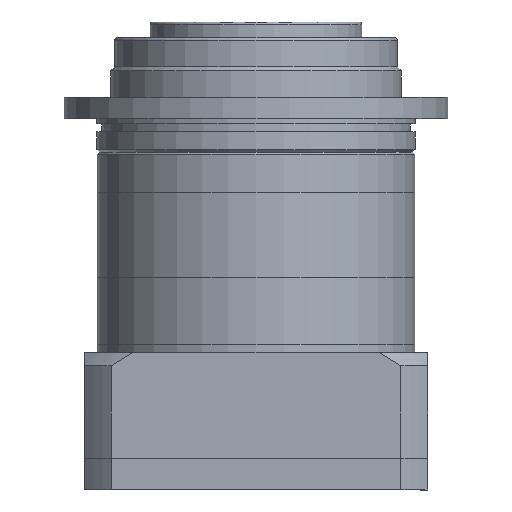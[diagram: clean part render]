
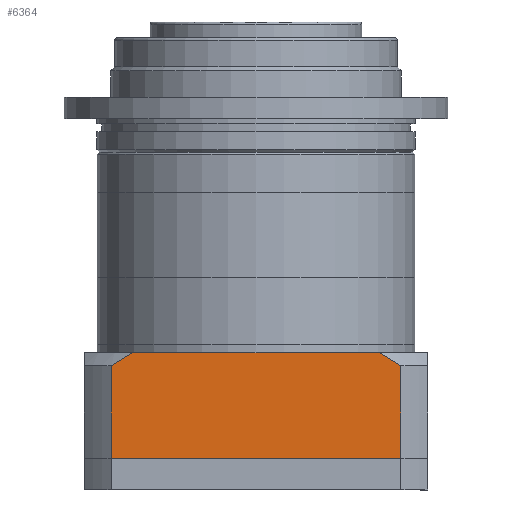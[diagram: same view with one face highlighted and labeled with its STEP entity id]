
A CAD part, front view. The second image highlights one B-rep face of the part: STEP entity #6364.
In plain terms, the highlighted planar face has unit normal (0, -1, 0).
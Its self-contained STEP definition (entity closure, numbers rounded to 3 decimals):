
#198 = ORIENTED_EDGE ( 'NONE', *, *, #7430, .T. ) ;
#217 = CARTESIAN_POINT ( 'NONE',  ( 46.637, -65., 0. ) ) ;
#304 = EDGE_LOOP ( 'NONE', ( #2322, #198, #7441, #8888, #2420, #3886 ) ) ;
#332 = PLANE ( 'NONE',  #7133 ) ;
#580 = DIRECTION ( 'NONE',  ( 0., 0., 1. ) ) ;
#658 = CARTESIAN_POINT ( 'NONE',  ( 54.772, -65., -40. ) ) ;
#1129 = CARTESIAN_POINT ( 'NONE',  ( 46.637, -65., 0. ) ) ;
#1420 = B_SPLINE_CURVE_WITH_KNOTS ( 'NONE', 3,
 ( #8016, #3062, #4506, #217 ),
 .UNSPECIFIED., .F., .F.,
 ( 4, 4 ),
 ( 0., 0.01 ),
 .UNSPECIFIED. ) ;
#1512 = VERTEX_POINT ( 'NONE', #1129 ) ;
#1696 = LINE ( 'NONE', #5896, #9041 ) ;
#2189 = CARTESIAN_POINT ( 'NONE',  ( -49.388, -65., -1.603 ) ) ;
#2322 = ORIENTED_EDGE ( 'NONE', *, *, #8379, .T. ) ;
#2420 = ORIENTED_EDGE ( 'NONE', *, *, #4767, .F. ) ;
#2621 = LINE ( 'NONE', #4605, #6396 ) ;
#2645 = VECTOR ( 'NONE', #580, 1000. ) ;
#2668 = CARTESIAN_POINT ( 'NONE',  ( 54.772, -65., -5. ) ) ;
#3062 = CARTESIAN_POINT ( 'NONE',  ( 52.096, -65., -3.275 ) ) ;
#3345 = EDGE_CURVE ( 'NONE', #4256, #6309, #5587, .T. ) ;
#3886 = ORIENTED_EDGE ( 'NONE', *, *, #6847, .F. ) ;
#3941 = DIRECTION ( 'NONE',  ( 0., 0., 1. ) ) ;
#4231 = DIRECTION ( 'NONE',  ( 0., 0., 1. ) ) ;
#4256 = VERTEX_POINT ( 'NONE', #9201 ) ;
#4291 = LINE ( 'NONE', #658, #5707 ) ;
#4359 = CARTESIAN_POINT ( 'NONE',  ( -54.772, -65., -5. ) ) ;
#4506 = CARTESIAN_POINT ( 'NONE',  ( 49.388, -65., -1.603 ) ) ;
#4605 = CARTESIAN_POINT ( 'NONE',  ( 54.772, -65., 0. ) ) ;
#4767 = EDGE_CURVE ( 'NONE', #9144, #6309, #6414, .T. ) ;
#5332 = CARTESIAN_POINT ( 'NONE',  ( 54.772, -65., -40. ) ) ;
#5541 = EDGE_CURVE ( 'NONE', #1512, #4256, #2621, .T. ) ;
#5587 = B_SPLINE_CURVE_WITH_KNOTS ( 'NONE', 3,
 ( #8587, #2189, #6449, #4359 ),
 .UNSPECIFIED., .F., .F.,
 ( 4, 4 ),
 ( 0., 0.01 ),
 .UNSPECIFIED. ) ;
#5707 = VECTOR ( 'NONE', #4231, 1000. ) ;
#5785 = CARTESIAN_POINT ( 'NONE',  ( 54.772, -65., -40. ) ) ;
#5896 = CARTESIAN_POINT ( 'NONE',  ( 54.772, -65., -40. ) ) ;
#6202 = VERTEX_POINT ( 'NONE', #2668 ) ;
#6309 = VERTEX_POINT ( 'NONE', #9212 ) ;
#6364 = ADVANCED_FACE ( 'NONE', ( #7360 ), #332, .F. ) ;
#6396 = VECTOR ( 'NONE', #8807, 1000. ) ;
#6414 = LINE ( 'NONE', #7638, #2645 ) ;
#6449 = CARTESIAN_POINT ( 'NONE',  ( -52.096, -65., -3.275 ) ) ;
#6471 = CARTESIAN_POINT ( 'NONE',  ( -54.772, -65., -40. ) ) ;
#6615 = DIRECTION ( 'NONE',  ( -1., 0., 0. ) ) ;
#6847 = EDGE_CURVE ( 'NONE', #8518, #9144, #1696, .T. ) ;
#7133 = AXIS2_PLACEMENT_3D ( 'NONE', #5332, #8177, #3941 ) ;
#7360 = FACE_OUTER_BOUND ( 'NONE', #304, .T. ) ;
#7430 = EDGE_CURVE ( 'NONE', #6202, #1512, #1420, .T. ) ;
#7441 = ORIENTED_EDGE ( 'NONE', *, *, #5541, .T. ) ;
#7638 = CARTESIAN_POINT ( 'NONE',  ( -54.772, -65., -40. ) ) ;
#8016 = CARTESIAN_POINT ( 'NONE',  ( 54.772, -65., -5. ) ) ;
#8177 = DIRECTION ( 'NONE',  ( 0., 1., 0. ) ) ;
#8379 = EDGE_CURVE ( 'NONE', #8518, #6202, #4291, .T. ) ;
#8518 = VERTEX_POINT ( 'NONE', #5785 ) ;
#8587 = CARTESIAN_POINT ( 'NONE',  ( -46.637, -65., 0. ) ) ;
#8807 = DIRECTION ( 'NONE',  ( -1., 0., 0. ) ) ;
#8888 = ORIENTED_EDGE ( 'NONE', *, *, #3345, .T. ) ;
#9041 = VECTOR ( 'NONE', #6615, 1000. ) ;
#9144 = VERTEX_POINT ( 'NONE', #6471 ) ;
#9201 = CARTESIAN_POINT ( 'NONE',  ( -46.637, -65., 0. ) ) ;
#9212 = CARTESIAN_POINT ( 'NONE',  ( -54.772, -65., -5. ) ) ;
